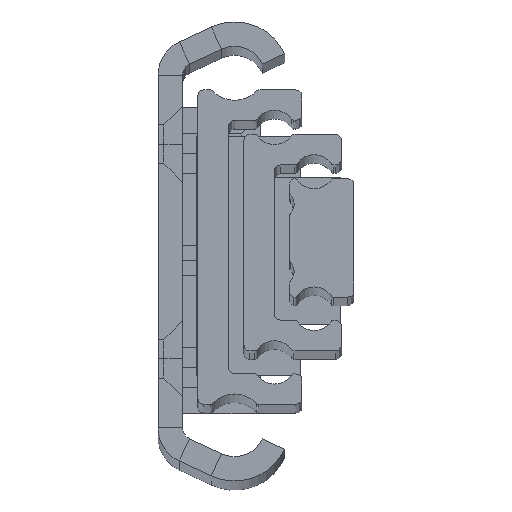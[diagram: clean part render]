
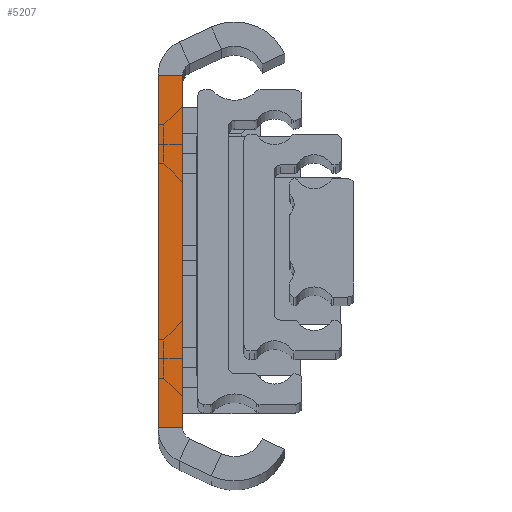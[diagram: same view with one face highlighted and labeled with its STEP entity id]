
A CAD part, top view. The second image highlights one B-rep face of the part: STEP entity #5207.
In plain terms, the highlighted planar face has unit normal (0, 0, 1).
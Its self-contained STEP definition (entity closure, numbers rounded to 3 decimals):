
#228 = FACE_OUTER_BOUND ( 'NONE', #364, .T. ) ;
#364 = EDGE_LOOP ( 'NONE', ( #5801, #6681, #6313, #6504 ) ) ;
#820 = CARTESIAN_POINT ( 'NONE',  ( 4., 28.779, 0. ) ) ;
#931 = CARTESIAN_POINT ( 'NONE',  ( 0., 28.779, 0. ) ) ;
#960 = CARTESIAN_POINT ( 'NONE',  ( 0., 28.779, 0. ) ) ;
#981 = DIRECTION ( 'NONE',  ( -1., 0., 0. ) ) ;
#1290 = LINE ( 'NONE', #4096, #4609 ) ;
#1310 = DIRECTION ( 'NONE',  ( 0., -1., 0. ) ) ;
#1577 = DIRECTION ( 'NONE',  ( 0., -1., 0. ) ) ;
#1665 = AXIS2_PLACEMENT_3D ( 'NONE', #6663, #1837, #1310 ) ;
#1670 = DIRECTION ( 'NONE',  ( 0., -1., 0. ) ) ;
#1716 = CARTESIAN_POINT ( 'NONE',  ( 0., -28.779, 0. ) ) ;
#1837 = DIRECTION ( 'NONE',  ( 0., 0., -1. ) ) ;
#1965 = CARTESIAN_POINT ( 'NONE',  ( 4., -28.779, 0. ) ) ;
#2032 = VERTEX_POINT ( 'NONE', #820 ) ;
#2209 = VERTEX_POINT ( 'NONE', #1965 ) ;
#2379 = PLANE ( 'NONE',  #1665 ) ;
#2459 = VECTOR ( 'NONE', #981, 1000. ) ;
#2489 = EDGE_CURVE ( 'NONE', #2209, #4643, #1290, .T. ) ;
#2556 = DIRECTION ( 'NONE',  ( -1., 0., 0. ) ) ;
#2590 = VECTOR ( 'NONE', #1577, 1000. ) ;
#3008 = EDGE_CURVE ( 'NONE', #3268, #4643, #4237, .T. ) ;
#3268 = VERTEX_POINT ( 'NONE', #960 ) ;
#3386 = CARTESIAN_POINT ( 'NONE',  ( 4., 28.779, 0. ) ) ;
#4096 = CARTESIAN_POINT ( 'NONE',  ( 0., -28.779, 0. ) ) ;
#4202 = CARTESIAN_POINT ( 'NONE',  ( 0., 28.779, 0. ) ) ;
#4237 = LINE ( 'NONE', #931, #2590 ) ;
#4559 = EDGE_CURVE ( 'NONE', #2032, #3268, #6858, .T. ) ;
#4609 = VECTOR ( 'NONE', #2556, 1000. ) ;
#4643 = VERTEX_POINT ( 'NONE', #1716 ) ;
#4914 = LINE ( 'NONE', #3386, #6284 ) ;
#5207 = ADVANCED_FACE ( 'NONE', ( #228 ), #2379, .F. ) ;
#5801 = ORIENTED_EDGE ( 'NONE', *, *, #2489, .F. ) ;
#6284 = VECTOR ( 'NONE', #1670, 1000. ) ;
#6296 = EDGE_CURVE ( 'NONE', #2032, #2209, #4914, .T. ) ;
#6313 = ORIENTED_EDGE ( 'NONE', *, *, #4559, .T. ) ;
#6504 = ORIENTED_EDGE ( 'NONE', *, *, #3008, .T. ) ;
#6663 = CARTESIAN_POINT ( 'NONE',  ( 0., 28.779, 0. ) ) ;
#6681 = ORIENTED_EDGE ( 'NONE', *, *, #6296, .F. ) ;
#6858 = LINE ( 'NONE', #4202, #2459 ) ;
